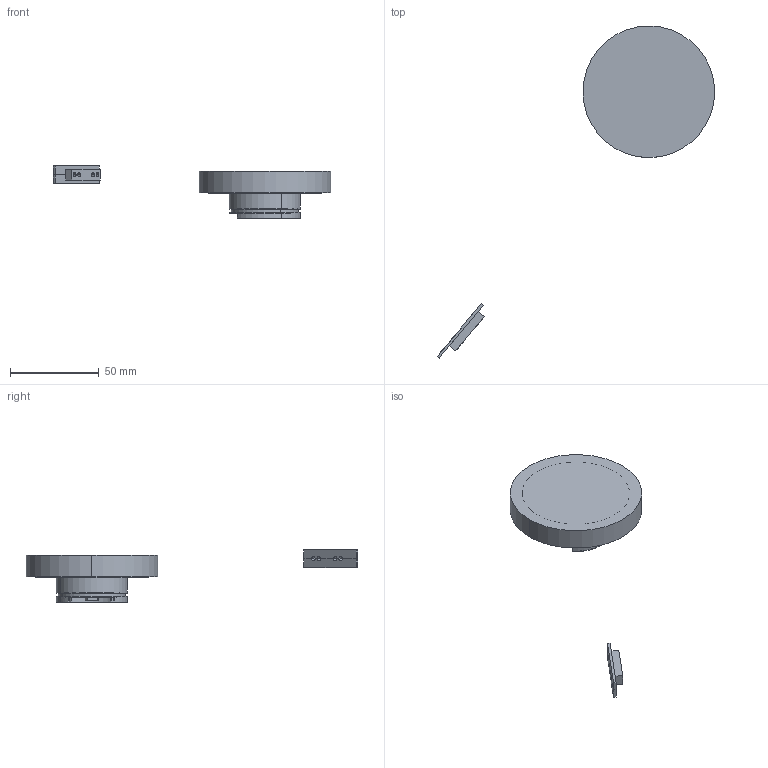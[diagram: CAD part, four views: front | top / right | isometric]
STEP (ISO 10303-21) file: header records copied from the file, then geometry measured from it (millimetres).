
FILE_DESCRIPTION(('CATIA V5 STEP Exchange'),'2;1');
FILE_NAME('FVs.stp','2018-06-21T20:43:27+00:00',('none'),('none'),'Version 5-6 Release 2013','CATIA V5 STEP AP203','none');
FILE_SCHEMA(('CONFIG_CONTROL_DESIGN'));
Length unit declared in the file: millimetre
Products named in the file (1): PEDAL ONE-STEP
Assembly tree (1 placements, depth 2):
  PEDAL ONE-STEP
    #58
Bounding box: 155.88 x 186.63 x 29.38 mm (x, y, z)
Volume: 22153 mm3; surface area: 23674 mm2
Topology: 5 solids, 5 shells, 80 faces, 197 edges, 126 vertices
Faces by surface type: plane 46, cylinder 32, extrusion 2
Entity records: 2496 total; most frequent: CARTESIAN_POINT 642, ORIENTED_EDGE 394, DIRECTION 302, EDGE_CURVE 197, AXIS2_PLACEMENT_3D 133, VERTEX_POINT 126, VECTOR 110, LINE 108
